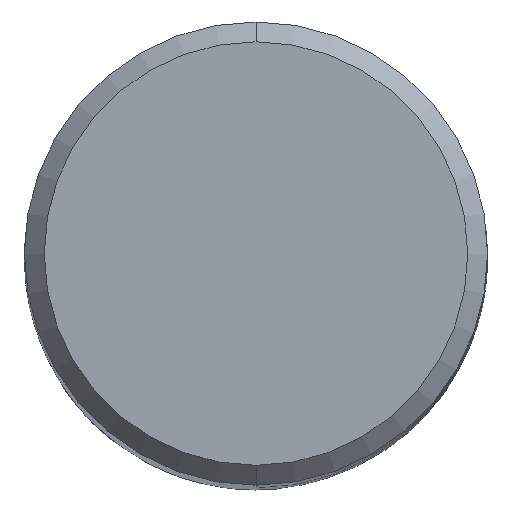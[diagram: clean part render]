
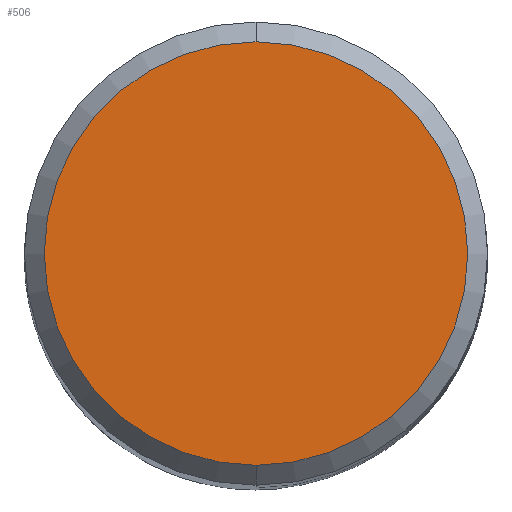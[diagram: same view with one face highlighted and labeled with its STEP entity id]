
A CAD part, top view. The second image highlights one B-rep face of the part: STEP entity #506.
In plain terms, the highlighted planar face has unit normal (0, 0, 1).
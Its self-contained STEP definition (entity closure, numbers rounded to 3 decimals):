
#360=EDGE_CURVE('',#432,#604,#891,.T.);
#432=VERTEX_POINT('',#970);
#506=ADVANCED_FACE('',(#1052),#1053,.T.);
#604=VERTEX_POINT('',#1156);
#614=EDGE_CURVE('',#604,#432,#1168,.T.);
#891=CIRCLE('',#2069,6.4);
#970=CARTESIAN_POINT('',(0.0,6.4,0.0));
#1052=FACE_OUTER_BOUND('',#2862,.T.);
#1053=PLANE('',#2863);
#1156=CARTESIAN_POINT('',(0.,-6.4,0.0));
#1168=CIRCLE('',#3225,6.4);
#2069=AXIS2_PLACEMENT_3D('',#4359,#4360,#4361);
#2862=EDGE_LOOP('',(#4572,#4573));
#2863=AXIS2_PLACEMENT_3D('',#4574,#4575,#4576);
#3225=AXIS2_PLACEMENT_3D('',#4686,#4687,#4688);
#4359=CARTESIAN_POINT('',(0.0,0.0,0.0));
#4360=DIRECTION('',(0.0,0.0,-1.0));
#4361=DIRECTION('',(0.0,1.0,0.0));
#4572=ORIENTED_EDGE('',*,*,#360,.F.);
#4573=ORIENTED_EDGE('',*,*,#614,.F.);
#4574=CARTESIAN_POINT('',(0.0,3.2,0.0));
#4575=DIRECTION('',(-0.0,0.0,1.0));
#4576=DIRECTION('',(0.0,-1.0,0.0));
#4686=CARTESIAN_POINT('',(0.0,0.0,0.0));
#4687=DIRECTION('',(0.0,0.0,-1.0));
#4688=DIRECTION('',(0.0,1.0,0.0));
